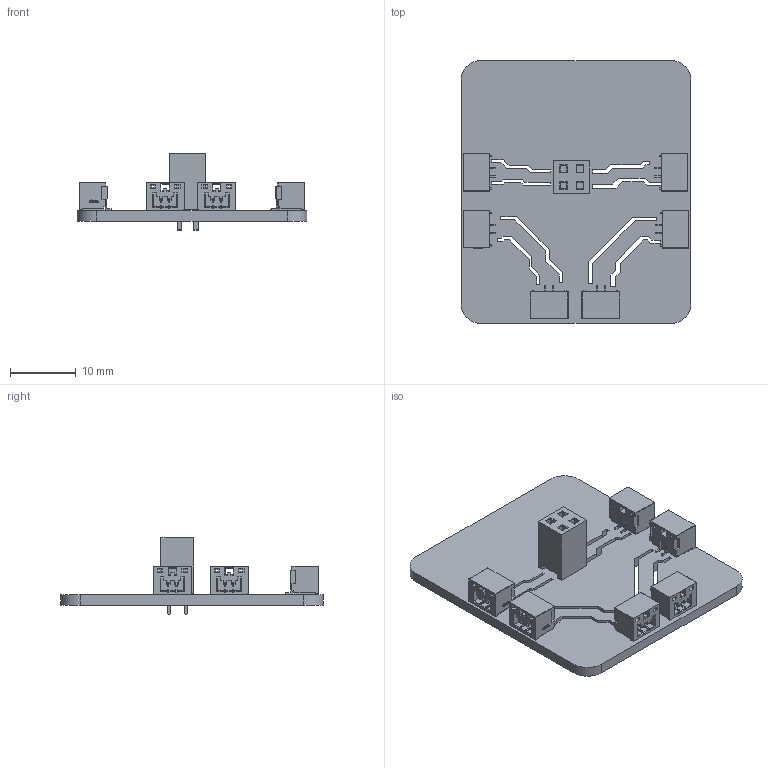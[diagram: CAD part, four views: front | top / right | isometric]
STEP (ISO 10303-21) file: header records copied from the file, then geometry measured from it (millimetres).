
FILE_DESCRIPTION(('Designed by EasyEDA Pro'),'2;1');
FILE_NAME('Open CASCADE Shape Model','2025-05-14T09:59:22',('Author'),( 'Open CASCADE'),'Open CASCADE STEP processor 7.8','Open CASCADE 7.8' ,'Unknown');
FILE_SCHEMA(('AUTOMOTIVE_DESIGN { 1 0 10303 214 1 1 1 1 }'));
Length unit declared in the file: millimetre
Products named in the file (15): PCBModel; TopTrack; BottomTrack; Board; ibXA-CN6; CONN-TH_2P-P1.25_XUNPU_WAFER-GH1.25-2PWB; COMPOUND; ibXA-CN7; ibXA-CN8; ibXA-CN9; ibXA-CN10; ibXA-CN5; ibXA-U1; HDR-TH_4P-P2.54-V-F-R2-C2-S2.54; SOLID
Assembly tree (19 placements, depth 4):
  PCBModel
    TopTrack
    BottomTrack
    Board
    ibXA-CN6
      CONN-TH_2P-P1.25_XUNPU_WAFER-GH1.25-2PWB
        COMPOUND
    ibXA-CN7
      CONN-TH_2P-P1.25_XUNPU_WAFER-GH1.25-2PWB
        COMPOUND
    ibXA-CN8
      CONN-TH_2P-P1.25_XUNPU_WAFER-GH1.25-2PWB
        COMPOUND
    ibXA-CN9
      CONN-TH_2P-P1.25_XUNPU_WAFER-GH1.25-2PWB
        COMPOUND
    ibXA-CN10
      CONN-TH_2P-P1.25_XUNPU_WAFER-GH1.25-2PWB
        COMPOUND
    ibXA-CN5
      CONN-TH_2P-P1.25_XUNPU_WAFER-GH1.25-2PWB
        COMPOUND
    ibXA-U1
      HDR-TH_4P-P2.54-V-F-R2-C2-S2.54
        SOLID
Bounding box: 34.97 x 39.97 x 11.7 mm (x, y, z)
Volume: 2791.5 mm3; surface area: 5545.2 mm2
Topology: 32 solids, 32 shells, 2931 faces, 8231 edges, 5482 vertices
Faces by surface type: plane 2109, bspline 702, cylinder 120
Entity records: 37296 total; most frequent: CARTESIAN_POINT 8662, ORIENTED_EDGE 4912, DIRECTION 3472, EDGE_CURVE 2456, LINE 1964, VECTOR 1964, VERTEX_POINT 1632, FACE_BOUND 972
